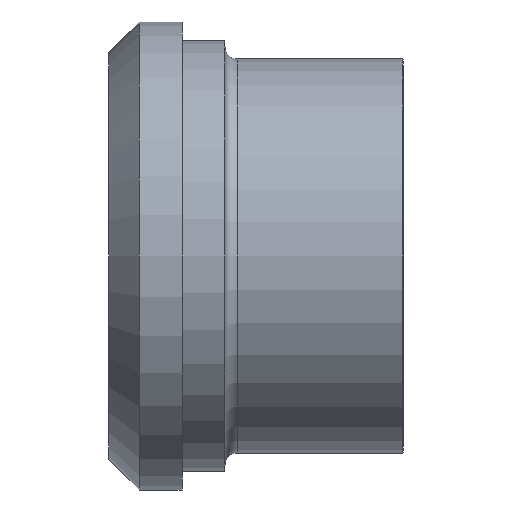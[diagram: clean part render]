
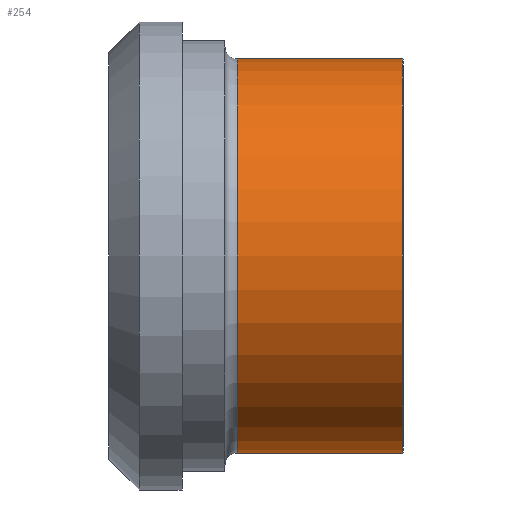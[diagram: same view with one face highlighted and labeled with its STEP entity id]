
A CAD part, front view. The second image highlights one B-rep face of the part: STEP entity #254.
In plain terms, the highlighted cylindrical face has radius 25.463 mm (diameter 50.927 mm), a full revolution.
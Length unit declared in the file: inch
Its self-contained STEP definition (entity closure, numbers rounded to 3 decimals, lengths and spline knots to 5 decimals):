
#24=LINE('',#453,#29);
#29=VECTOR('',#355,1.0025);
#34=CYLINDRICAL_SURFACE('',#293,1.0025);
#39=FACE_OUTER_BOUND('',#52,.T.);
#52=EDGE_LOOP('',(#178,#179,#180,#181,#182,#183,#184,#185));
#70=CIRCLE('',#289,1.0025);
#71=CIRCLE('',#290,1.0025);
#72=CIRCLE('',#291,1.0025);
#74=CIRCLE('',#294,1.0025);
#75=CIRCLE('',#295,1.0025);
#76=CIRCLE('',#296,1.0025);
#104=VERTEX_POINT('',#439);
#105=VERTEX_POINT('',#441);
#106=VERTEX_POINT('',#443);
#107=VERTEX_POINT('',#448);
#108=VERTEX_POINT('',#449);
#109=VERTEX_POINT('',#451);
#134=EDGE_CURVE('',#104,#105,#70,.T.);
#135=EDGE_CURVE('',#105,#106,#71,.T.);
#136=EDGE_CURVE('',#106,#104,#72,.T.);
#138=EDGE_CURVE('',#107,#108,#74,.T.);
#139=EDGE_CURVE('',#109,#107,#75,.T.);
#140=EDGE_CURVE('',#109,#106,#24,.T.);
#141=EDGE_CURVE('',#108,#109,#76,.T.);
#178=ORIENTED_EDGE('',*,*,#138,.F.);
#179=ORIENTED_EDGE('',*,*,#139,.F.);
#180=ORIENTED_EDGE('',*,*,#140,.T.);
#181=ORIENTED_EDGE('',*,*,#135,.F.);
#182=ORIENTED_EDGE('',*,*,#134,.F.);
#183=ORIENTED_EDGE('',*,*,#136,.F.);
#184=ORIENTED_EDGE('',*,*,#140,.F.);
#185=ORIENTED_EDGE('',*,*,#141,.F.);
#254=ADVANCED_FACE('',(#39),#34,.T.);
#289=AXIS2_PLACEMENT_3D('',#442,#341,#342);
#290=AXIS2_PLACEMENT_3D('',#444,#343,#344);
#291=AXIS2_PLACEMENT_3D('',#445,#345,#346);
#293=AXIS2_PLACEMENT_3D('',#447,#349,#350);
#294=AXIS2_PLACEMENT_3D('',#450,#351,#352);
#295=AXIS2_PLACEMENT_3D('',#452,#353,#354);
#296=AXIS2_PLACEMENT_3D('',#454,#356,#357);
#341=DIRECTION('center_axis',(-1.,0.,0.));
#342=DIRECTION('ref_axis',(0.,-1.,0.));
#343=DIRECTION('center_axis',(-1.,0.,0.));
#344=DIRECTION('ref_axis',(0.,-1.,0.));
#345=DIRECTION('center_axis',(-1.,0.,0.));
#346=DIRECTION('ref_axis',(0.,-1.,0.));
#349=DIRECTION('center_axis',(1.,0.,0.));
#350=DIRECTION('ref_axis',(0.,1.,0.));
#351=DIRECTION('center_axis',(1.,0.,0.));
#352=DIRECTION('ref_axis',(0.,-1.,0.));
#353=DIRECTION('center_axis',(1.,0.,0.));
#354=DIRECTION('ref_axis',(0.,-1.,0.));
#355=DIRECTION('',(-1.,0.,0.));
#356=DIRECTION('center_axis',(1.,0.,0.));
#357=DIRECTION('ref_axis',(0.,-1.,0.));
#439=CARTESIAN_POINT('',(0.654,0.,1.0025));
#441=CARTESIAN_POINT('',(0.654,1.0025,0.));
#442=CARTESIAN_POINT('Origin',(0.654,0.,0.));
#443=CARTESIAN_POINT('',(0.654,-1.0025,0.));
#444=CARTESIAN_POINT('Origin',(0.654,0.,0.));
#445=CARTESIAN_POINT('Origin',(0.654,0.,0.));
#447=CARTESIAN_POINT('Origin',(1.046,0.,0.));
#448=CARTESIAN_POINT('',(1.495,1.0025,0.));
#449=CARTESIAN_POINT('',(1.495,0.,1.0025));
#450=CARTESIAN_POINT('Origin',(1.495,0.,0.));
#451=CARTESIAN_POINT('',(1.495,-1.0025,0.));
#452=CARTESIAN_POINT('Origin',(1.495,0.,0.));
#453=CARTESIAN_POINT('',(1.046,-1.0025,0.));
#454=CARTESIAN_POINT('Origin',(1.495,0.,0.));
